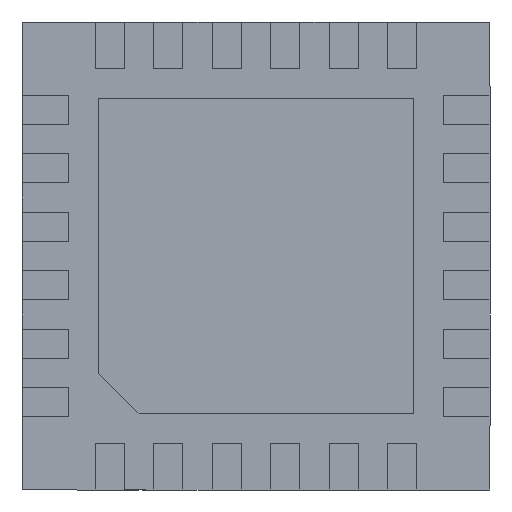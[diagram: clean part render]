
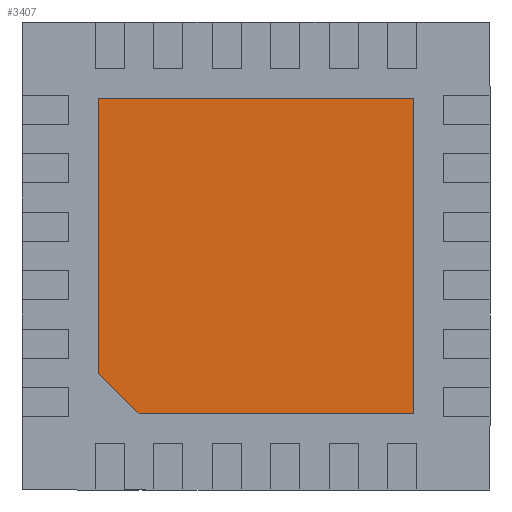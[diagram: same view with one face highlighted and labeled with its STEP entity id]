
A CAD part, front view. The second image highlights one B-rep face of the part: STEP entity #3407.
In plain terms, the highlighted planar face has unit normal (0, -1, 0).
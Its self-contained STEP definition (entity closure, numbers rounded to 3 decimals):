
#193 = VERTEX_POINT ( 'NONE', #6165 ) ;
#229 = ORIENTED_EDGE ( 'NONE', *, *, #6466, .T. ) ;
#253 = CARTESIAN_POINT ( 'NONE',  ( -1.35, 0., -1. ) ) ;
#424 = CARTESIAN_POINT ( 'NONE',  ( 1.35, 0., 1.35 ) ) ;
#1362 = LINE ( 'NONE', #6797, #7182 ) ;
#1761 = FACE_OUTER_BOUND ( 'NONE', #6486, .T. ) ;
#1775 = VECTOR ( 'NONE', #7801, 1000. ) ;
#2082 = VECTOR ( 'NONE', #6381, 1000. ) ;
#2368 = DIRECTION ( 'NONE',  ( 0., 0., -1. ) ) ;
#2524 = VERTEX_POINT ( 'NONE', #4289 ) ;
#3407 = ADVANCED_FACE ( 'NONE', ( #1761 ), #6000, .T. ) ;
#3532 = CARTESIAN_POINT ( 'NONE',  ( -1.35, 0., -1.35 ) ) ;
#3575 = VERTEX_POINT ( 'NONE', #253 ) ;
#3608 = VERTEX_POINT ( 'NONE', #7437 ) ;
#3609 = LINE ( 'NONE', #3532, #1775 ) ;
#3948 = EDGE_CURVE ( 'NONE', #193, #3608, #1362, .T. ) ;
#4067 = LINE ( 'NONE', #6520, #4165 ) ;
#4165 = VECTOR ( 'NONE', #4721, 1000. ) ;
#4215 = VERTEX_POINT ( 'NONE', #4225 ) ;
#4225 = CARTESIAN_POINT ( 'NONE',  ( -1.35, 0., 1.35 ) ) ;
#4289 = CARTESIAN_POINT ( 'NONE',  ( 1.35, 0., 1.35 ) ) ;
#4511 = CARTESIAN_POINT ( 'NONE',  ( -1.175, 0., -1.175 ) ) ;
#4721 = DIRECTION ( 'NONE',  ( 0., 0., 1. ) ) ;
#4739 = LINE ( 'NONE', #424, #6905 ) ;
#4777 = ORIENTED_EDGE ( 'NONE', *, *, #7318, .T. ) ;
#4971 = DIRECTION ( 'NONE',  ( 1., 0., 0. ) ) ;
#5557 = EDGE_CURVE ( 'NONE', #3575, #193, #6465, .T. ) ;
#5795 = ORIENTED_EDGE ( 'NONE', *, *, #7242, .T. ) ;
#6000 = PLANE ( 'NONE',  #6933 ) ;
#6165 = CARTESIAN_POINT ( 'NONE',  ( -1., 0., -1.35 ) ) ;
#6381 = DIRECTION ( 'NONE',  ( 0.707, 0., -0.707 ) ) ;
#6465 = LINE ( 'NONE', #4511, #2082 ) ;
#6466 = EDGE_CURVE ( 'NONE', #3608, #2524, #4067, .T. ) ;
#6486 = EDGE_LOOP ( 'NONE', ( #4777, #7415, #7798, #229, #5795 ) ) ;
#6520 = CARTESIAN_POINT ( 'NONE',  ( 1.35, 0., -1.35 ) ) ;
#6797 = CARTESIAN_POINT ( 'NONE',  ( 1.35, 0., -1.35 ) ) ;
#6905 = VECTOR ( 'NONE', #7092, 1000. ) ;
#6933 = AXIS2_PLACEMENT_3D ( 'NONE', #7834, #7874, #2368 ) ;
#7092 = DIRECTION ( 'NONE',  ( -1., 0., 0. ) ) ;
#7182 = VECTOR ( 'NONE', #4971, 1000. ) ;
#7242 = EDGE_CURVE ( 'NONE', #2524, #4215, #4739, .T. ) ;
#7318 = EDGE_CURVE ( 'NONE', #4215, #3575, #3609, .T. ) ;
#7415 = ORIENTED_EDGE ( 'NONE', *, *, #5557, .T. ) ;
#7437 = CARTESIAN_POINT ( 'NONE',  ( 1.35, 0., -1.35 ) ) ;
#7798 = ORIENTED_EDGE ( 'NONE', *, *, #3948, .T. ) ;
#7801 = DIRECTION ( 'NONE',  ( 0., 0., -1. ) ) ;
#7834 = CARTESIAN_POINT ( 'NONE',  ( 0., 0., 0. ) ) ;
#7874 = DIRECTION ( 'NONE',  ( 0., -1., 0. ) ) ;
